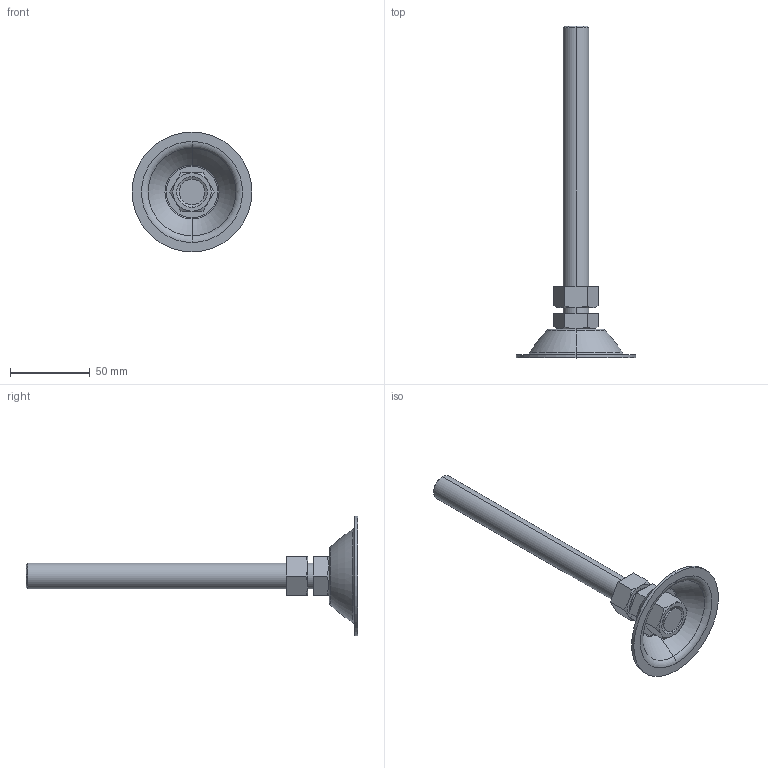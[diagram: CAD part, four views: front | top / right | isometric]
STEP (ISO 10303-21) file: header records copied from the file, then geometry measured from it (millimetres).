
FILE_DESCRIPTION (( 'STEP AP203' ), '1' );
FILE_NAME ('KC-275-A-1.STEP', '2020-09-11T07:23:09', ( '' ), ( '' ), 'SwSTEP 2.0', 'SolidWorks 2018', '' );
FILE_SCHEMA (( 'CONFIG_CONTROL_DESIGN' ));
Length unit declared in the file: millimetre
Products named in the file (4): KC-275-A-1_本体__KC-1275-A-1; KC-275-A-1; KC-275-A-_榋妏僫僢僩ver1.02_M16僫僢僩(揝)1庬_屇傃宎婎弨; KC-275-A-_榋妏僫僢僩ver1.02_M16僫僢僩(揝)2庬_屇傃宎婎弨
Assembly tree (3 placements, depth 2):
  KC-275-A-1
    KC-275-A-1_本体__KC-1275-A-1
    KC-275-A-_榋妏僫僢僩ver1.02_M16僫僢僩(揝)1庬_屇傃宎婎弨
    KC-275-A-_榋妏僫僢僩ver1.02_M16僫僢僩(揝)2庬_屇傃宎婎弨
Bounding box: 75 x 208 x 75 mm (x, y, z)
Volume: 62286.2 mm3; surface area: 27844.3 mm2
Topology: 4 solids, 4 shells, 84 faces, 180 edges, 108 vertices
Faces by surface type: cone 30, plane 30, cylinder 12, torus 12
Entity records: 2878 total; most frequent: CARTESIAN_POINT 662, DIRECTION 398, ORIENTED_EDGE 360, EDGE_CURVE 180, AXIS2_PLACEMENT_3D 172, VERTEX_POINT 108, EDGE_LOOP 94, ADVANCED_FACE 84
